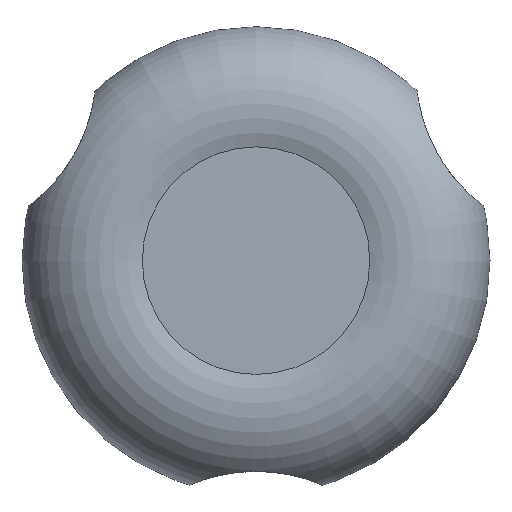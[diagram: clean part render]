
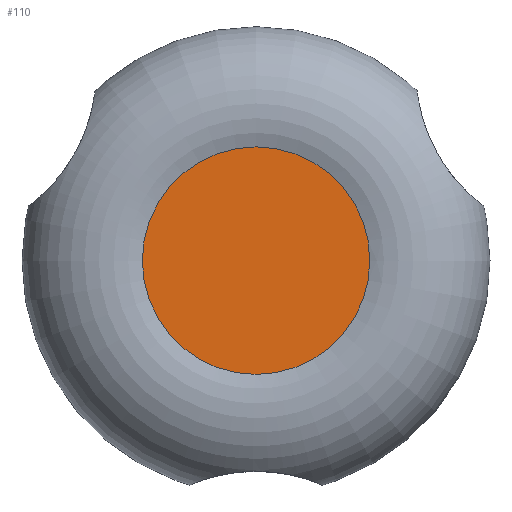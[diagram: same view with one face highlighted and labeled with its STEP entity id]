
A CAD part, top view. The second image highlights one B-rep face of the part: STEP entity #110.
In plain terms, the highlighted planar face has unit normal (0, 0, 1).
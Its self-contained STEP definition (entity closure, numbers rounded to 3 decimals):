
#110 = ADVANCED_FACE( '', ( #245 ), #246, .F. );
#245 = FACE_OUTER_BOUND( '', #399, .T. );
#246 = PLANE( '', #400 );
#399 = EDGE_LOOP( '', ( #655 ) );
#400 = AXIS2_PLACEMENT_3D( '', #656, #657, #658 );
#655 = ORIENTED_EDGE( '', *, *, #940, .T. );
#656 = CARTESIAN_POINT( '', ( 0., 0., 43. ) );
#657 = DIRECTION( '', ( 0., 0., -1. ) );
#658 = DIRECTION( '', ( -1., 0., 0. ) );
#940 = EDGE_CURVE( '', #1141, #1141, #1142, .T. );
#1141 = VERTEX_POINT( '', #1939 );
#1142 = CIRCLE( '', #1940, 17. );
#1939 = CARTESIAN_POINT( '', ( 17., 0., 43. ) );
#1940 = AXIS2_PLACEMENT_3D( '', #2193, #2194, #2195 );
#2193 = CARTESIAN_POINT( '', ( 0., 0., 43. ) );
#2194 = DIRECTION( '', ( 0., 0., 1. ) );
#2195 = DIRECTION( '', ( 1., 0., 0. ) );
